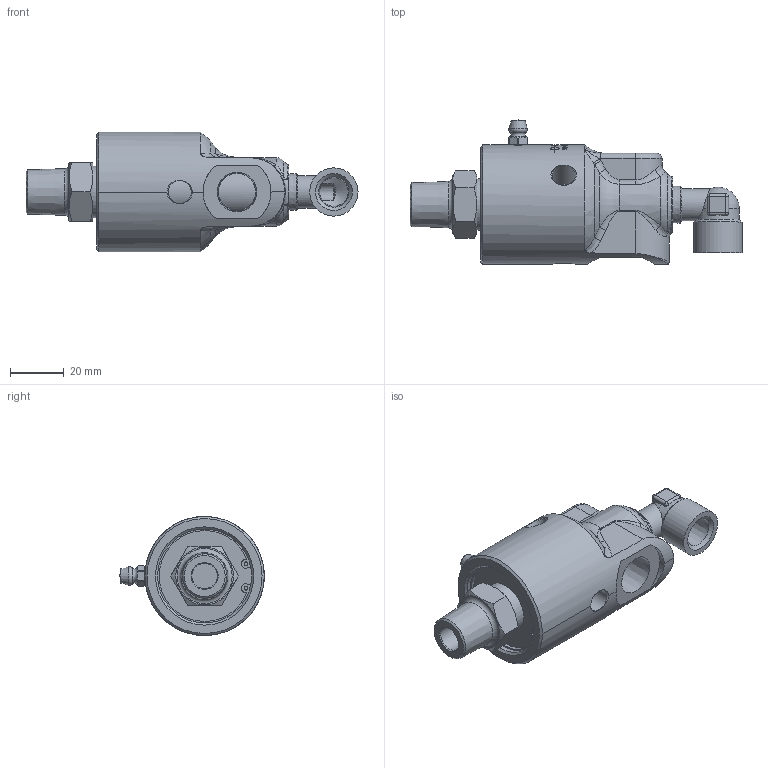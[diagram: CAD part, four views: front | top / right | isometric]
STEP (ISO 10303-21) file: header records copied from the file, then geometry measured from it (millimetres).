
FILE_DESCRIPTION(/* description */ (''),/* implementation_level */ '2;1');
FILE_NAME(/* name */ '55-000-002030-IC.stp',/* time_stamp */ '2020-05-20T09:01:09-05:00',/* author */ ('GALINDOLM'),/* organization */ (''),/* preprocessor_version */ 'ST-DEVELOPER v18',/* originating_system */ 'Autodesk Inventor 2020',/* authorisation */ '');
FILE_SCHEMA (('AUTOMOTIVE_DESIGN { 1 0 10303 214 3 1 1 }'));
Length unit declared in the file: millimetre
Products named in the file (1): 55-000-002030-IC
Bounding box: 123.89 x 53.91 x 44.5 mm (x, y, z)
Volume: 93421.4 mm3; surface area: 20133.7 mm2
Topology: 1 solids, 2 shells, 528 faces, 1388 edges, 912 vertices
Faces by surface type: bspline 247, plane 123, cylinder 92, cone 46, torus 11, sphere 9
Full cylindrical faces by diameter (mm): 1.324 x2, 2.005 x1, 3.5 x1, 5.359 x1, 6.35 x1, 8.6 x3, 9.5 x1, 10.719 x1, 12 x1, 13.889 x1, 18 x1, 19.15 x1, 35.05 x1
Entity records: 29064 total; most frequent: CARTESIAN_POINT 17107, ORIENTED_EDGE 2772, DIRECTION 1866, EDGE_CURVE 1386, VERTEX_POINT 912, AXIS2_PLACEMENT_3D 714, EDGE_LOOP 580, FACE_OUTER_BOUND 528
